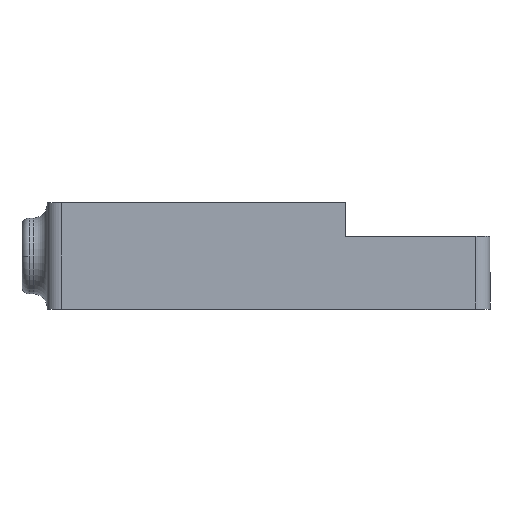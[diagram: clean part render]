
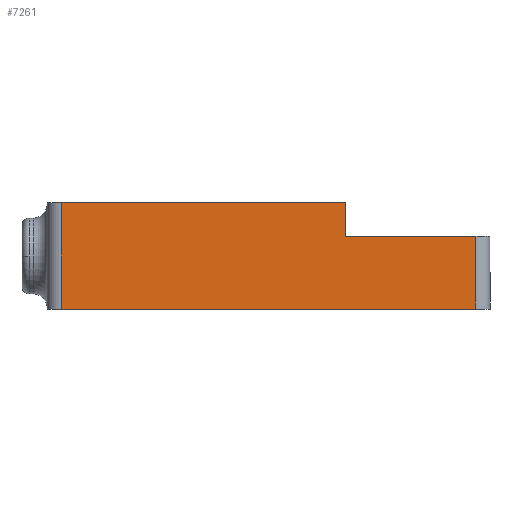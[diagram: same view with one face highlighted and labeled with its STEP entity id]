
A CAD part, left-side view. The second image highlights one B-rep face of the part: STEP entity #7261.
In plain terms, the highlighted planar face has unit normal (-1, 0, 0).
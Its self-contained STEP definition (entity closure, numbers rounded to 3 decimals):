
#325 = LINE ( 'NONE', #4907, #4409 ) ;
#334 = EDGE_CURVE ( 'NONE', #2588, #5631, #2372, .T. ) ;
#449 = EDGE_CURVE ( 'NONE', #6004, #3971, #1451, .T. ) ;
#518 = CARTESIAN_POINT ( 'NONE',  ( -15., -29.45, 0. ) ) ;
#754 = VECTOR ( 'NONE', #3398, 1000. ) ;
#810 = VECTOR ( 'NONE', #1781, 1000. ) ;
#952 = ORIENTED_EDGE ( 'NONE', *, *, #6369, .F. ) ;
#963 = VERTEX_POINT ( 'NONE', #3935 ) ;
#1282 = ORIENTED_EDGE ( 'NONE', *, *, #4917, .T. ) ;
#1376 = CARTESIAN_POINT ( 'NONE',  ( -15., -10.97, 2.1 ) ) ;
#1379 = ORIENTED_EDGE ( 'NONE', *, *, #6906, .T. ) ;
#1451 = LINE ( 'NONE', #518, #3766 ) ;
#1653 = CARTESIAN_POINT ( 'NONE',  ( -15., -29.45, -12.9 ) ) ;
#1781 = DIRECTION ( 'NONE',  ( 0., 0., -1. ) ) ;
#1855 = DIRECTION ( 'NONE',  ( 0., -1., 0. ) ) ;
#1981 = ORIENTED_EDGE ( 'NONE', *, *, #449, .T. ) ;
#2324 = LINE ( 'NONE', #7634, #754 ) ;
#2372 = LINE ( 'NONE', #6520, #810 ) ;
#2588 = VERTEX_POINT ( 'NONE', #5478 ) ;
#3156 = VECTOR ( 'NONE', #5514, 1000. ) ;
#3276 = CARTESIAN_POINT ( 'NONE',  ( -15., 31.15, 0. ) ) ;
#3398 = DIRECTION ( 'NONE',  ( 0., 1., 0. ) ) ;
#3471 = DIRECTION ( 'NONE',  ( 0., 0., -1. ) ) ;
#3706 = CARTESIAN_POINT ( 'NONE',  ( -15., 29.15, -12.9 ) ) ;
#3733 = AXIS2_PLACEMENT_3D ( 'NONE', #3276, #5665, #6823 ) ;
#3766 = VECTOR ( 'NONE', #5771, 1000. ) ;
#3908 = PLANE ( 'NONE',  #3733 ) ;
#3935 = CARTESIAN_POINT ( 'NONE',  ( -15., -10.97, -2.63 ) ) ;
#3971 = VERTEX_POINT ( 'NONE', #4937 ) ;
#3997 = VERTEX_POINT ( 'NONE', #1376 ) ;
#4000 = CARTESIAN_POINT ( 'NONE',  ( -15., -10.97, 0. ) ) ;
#4030 = EDGE_CURVE ( 'NONE', #3971, #963, #4459, .T. ) ;
#4409 = VECTOR ( 'NONE', #1855, 1000. ) ;
#4459 = LINE ( 'NONE', #6669, #3156 ) ;
#4512 = VECTOR ( 'NONE', #3471, 1000. ) ;
#4863 = FACE_OUTER_BOUND ( 'NONE', #4925, .T. ) ;
#4907 = CARTESIAN_POINT ( 'NONE',  ( -15., -31.45, -12.9 ) ) ;
#4917 = EDGE_CURVE ( 'NONE', #3997, #2588, #2324, .T. ) ;
#4925 = EDGE_LOOP ( 'NONE', ( #1282, #5057, #1379, #1981, #6157, #952 ) ) ;
#4937 = CARTESIAN_POINT ( 'NONE',  ( -15., -29.45, -2.63 ) ) ;
#5057 = ORIENTED_EDGE ( 'NONE', *, *, #334, .T. ) ;
#5478 = CARTESIAN_POINT ( 'NONE',  ( -15., 29.15, 2.1 ) ) ;
#5514 = DIRECTION ( 'NONE',  ( 0., 1., 0. ) ) ;
#5631 = VERTEX_POINT ( 'NONE', #3706 ) ;
#5665 = DIRECTION ( 'NONE',  ( -1., 0., 0. ) ) ;
#5771 = DIRECTION ( 'NONE',  ( 0., 0., 1. ) ) ;
#6004 = VERTEX_POINT ( 'NONE', #1653 ) ;
#6157 = ORIENTED_EDGE ( 'NONE', *, *, #4030, .T. ) ;
#6369 = EDGE_CURVE ( 'NONE', #3997, #963, #6930, .T. ) ;
#6520 = CARTESIAN_POINT ( 'NONE',  ( -15., 29.15, 0. ) ) ;
#6669 = CARTESIAN_POINT ( 'NONE',  ( -15., -21.06, -2.63 ) ) ;
#6823 = DIRECTION ( 'NONE',  ( 0., 0., 1. ) ) ;
#6906 = EDGE_CURVE ( 'NONE', #5631, #6004, #325, .T. ) ;
#6930 = LINE ( 'NONE', #4000, #4512 ) ;
#7261 = ADVANCED_FACE ( 'NONE', ( #4863 ), #3908, .T. ) ;
#7634 = CARTESIAN_POINT ( 'NONE',  ( -15., 31.15, 2.1 ) ) ;
